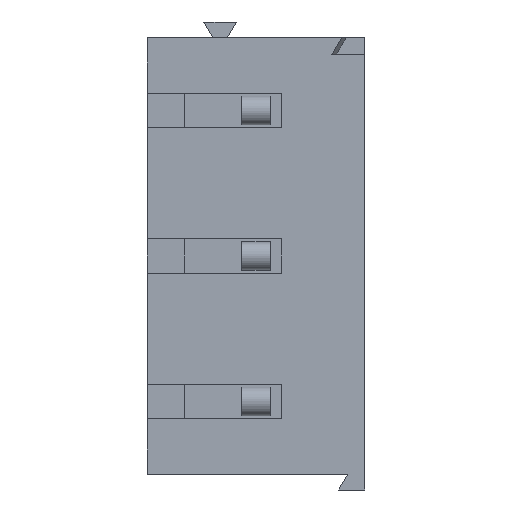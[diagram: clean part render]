
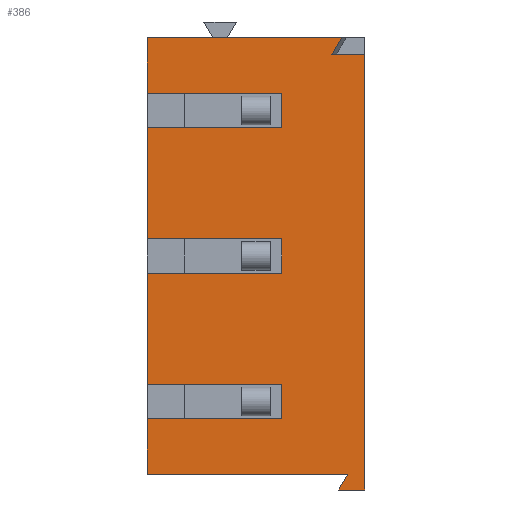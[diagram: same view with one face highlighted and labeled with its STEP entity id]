
A CAD part, front view. The second image highlights one B-rep face of the part: STEP entity #386.
In plain terms, the highlighted planar face has unit normal (0, -1, 0).
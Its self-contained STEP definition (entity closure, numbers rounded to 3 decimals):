
#386 = ADVANCED_FACE( '', ( #835 ), #836, .T. );
#835 = FACE_OUTER_BOUND( '', #1334, .T. );
#836 = PLANE( '', #1335 );
#1334 = EDGE_LOOP( '', ( #2505, #2506, #2507, #2508, #2509, #2510, #2511, #2512, #2513, #2514, #2515, #2516, #2517, #2518, #2519, #2520, #2521, #2522, #2523, #2524 ) );
#1335 = AXIS2_PLACEMENT_3D( '', #2525, #2526, #2527 );
#2505 = ORIENTED_EDGE( '', *, *, #3393, .T. );
#2506 = ORIENTED_EDGE( '', *, *, #3513, .F. );
#2507 = ORIENTED_EDGE( '', *, *, #3297, .T. );
#2508 = ORIENTED_EDGE( '', *, *, #3555, .T. );
#2509 = ORIENTED_EDGE( '', *, *, #3386, .T. );
#2510 = ORIENTED_EDGE( '', *, *, #3556, .F. );
#2511 = ORIENTED_EDGE( '', *, *, #3080, .F. );
#2512 = ORIENTED_EDGE( '', *, *, #3557, .T. );
#2513 = ORIENTED_EDGE( '', *, *, #3381, .T. );
#2514 = ORIENTED_EDGE( '', *, *, #3440, .F. );
#2515 = ORIENTED_EDGE( '', *, *, #3558, .T. );
#2516 = ORIENTED_EDGE( '', *, *, #3559, .T. );
#2517 = ORIENTED_EDGE( '', *, *, #3560, .F. );
#2518 = ORIENTED_EDGE( '', *, *, #3307, .F. );
#2519 = ORIENTED_EDGE( '', *, *, #3347, .T. );
#2520 = ORIENTED_EDGE( '', *, *, #3350, .T. );
#2521 = ORIENTED_EDGE( '', *, *, #3400, .T. );
#2522 = ORIENTED_EDGE( '', *, *, #3432, .F. );
#2523 = ORIENTED_EDGE( '', *, *, #3561, .T. );
#2524 = ORIENTED_EDGE( '', *, *, #3562, .T. );
#2525 = CARTESIAN_POINT( '', ( -0.976, 5.697, 0. ) );
#2526 = DIRECTION( '', ( 0., -1., 0. ) );
#2527 = DIRECTION( '', ( 1., 0., 0. ) );
#3080 = EDGE_CURVE( '', #3718, #3713, #3720, .T. );
#3297 = EDGE_CURVE( '', #4094, #4092, #4095, .T. );
#3307 = EDGE_CURVE( '', #4107, #4108, #4109, .T. );
#3347 = EDGE_CURVE( '', #4107, #4171, #4174, .T. );
#3350 = EDGE_CURVE( '', #4171, #4177, #4178, .T. );
#3381 = EDGE_CURVE( '', #4226, #4224, #4227, .T. );
#3386 = EDGE_CURVE( '', #4233, #4231, #4234, .T. );
#3393 = EDGE_CURVE( '', #4246, #4244, #4247, .T. );
#3400 = EDGE_CURVE( '', #4177, #4257, #4259, .T. );
#3432 = EDGE_CURVE( '', #4301, #4257, #4303, .T. );
#3440 = EDGE_CURVE( '', #4314, #4224, #4316, .T. );
#3513 = EDGE_CURVE( '', #4094, #4244, #4413, .T. );
#3555 = EDGE_CURVE( '', #4092, #4233, #4463, .T. );
#3556 = EDGE_CURVE( '', #3713, #4231, #4464, .T. );
#3557 = EDGE_CURVE( '', #3718, #4226, #4465, .T. );
#3558 = EDGE_CURVE( '', #4314, #4466, #4467, .T. );
#3559 = EDGE_CURVE( '', #4466, #4468, #4469, .T. );
#3560 = EDGE_CURVE( '', #4108, #4468, #4470, .T. );
#3561 = EDGE_CURVE( '', #4301, #4471, #4472, .T. );
#3562 = EDGE_CURVE( '', #4471, #4246, #4473, .T. );
#3713 = VERTEX_POINT( '', #4662 );
#3718 = VERTEX_POINT( '', #4669 );
#3720 = LINE( '', #4672, #4673 );
#4092 = VERTEX_POINT( '', #5202 );
#4094 = VERTEX_POINT( '', #5205 );
#4095 = LINE( '', #5206, #5207 );
#4107 = VERTEX_POINT( '', #5225 );
#4108 = VERTEX_POINT( '', #5226 );
#4109 = LINE( '', #5227, #5228 );
#4171 = VERTEX_POINT( '', #5318 );
#4174 = LINE( '', #5322, #5323 );
#4177 = VERTEX_POINT( '', #5327 );
#4178 = LINE( '', #5328, #5329 );
#4224 = VERTEX_POINT( '', #5400 );
#4226 = VERTEX_POINT( '', #5403 );
#4227 = LINE( '', #5404, #5405 );
#4231 = VERTEX_POINT( '', #5412 );
#4233 = VERTEX_POINT( '', #5415 );
#4234 = LINE( '', #5416, #5417 );
#4244 = VERTEX_POINT( '', #5432 );
#4246 = VERTEX_POINT( '', #5435 );
#4247 = LINE( '', #5436, #5437 );
#4257 = VERTEX_POINT( '', #5452 );
#4259 = LINE( '', #5455, #5456 );
#4301 = VERTEX_POINT( '', #5511 );
#4303 = LINE( '', #5514, #5515 );
#4314 = VERTEX_POINT( '', #5531 );
#4316 = LINE( '', #5534, #5535 );
#4413 = LINE( '', #5706, #5707 );
#4463 = LINE( '', #5780, #5781 );
#4464 = LINE( '', #5782, #5783 );
#4465 = LINE( '', #5784, #5785 );
#4466 = VERTEX_POINT( '', #5786 );
#4467 = LINE( '', #5787, #5788 );
#4468 = VERTEX_POINT( '', #5789 );
#4469 = LINE( '', #5790, #5791 );
#4470 = LINE( '', #5792, #5793 );
#4471 = VERTEX_POINT( '', #5794 );
#4472 = LINE( '', #5795, #5796 );
#4473 = LINE( '', #5797, #5798 );
#4662 = CARTESIAN_POINT( '', ( 3.724, 5.697, -12.1 ) );
#4669 = CARTESIAN_POINT( '', ( 3.724, 5.697, -13.3 ) );
#4672 = CARTESIAN_POINT( '', ( 3.724, 5.697, -12.1 ) );
#4673 = VECTOR( '', #5973, 1000. );
#5202 = CARTESIAN_POINT( '', ( 3.724, 5.697, -8.22 ) );
#5205 = CARTESIAN_POINT( '', ( 3.724, 5.697, -7.02 ) );
#5206 = CARTESIAN_POINT( '', ( 3.724, 5.697, -8.22 ) );
#5207 = VECTOR( '', #6200, 1000. );
#5225 = CARTESIAN_POINT( '', ( 5.473, 5.697, -0.6 ) );
#5226 = CARTESIAN_POINT( '', ( 6.624, 5.697, -0.6 ) );
#5227 = CARTESIAN_POINT( '', ( -0.976, 5.697, -0.6 ) );
#5228 = VECTOR( '', #6207, 1000. );
#5318 = CARTESIAN_POINT( '', ( 5.819, 5.697, 0. ) );
#5322 = CARTESIAN_POINT( '', ( 5.858, 5.697, 0.067 ) );
#5323 = VECTOR( '', #6249, 1000. );
#5327 = CARTESIAN_POINT( '', ( -0.976, 5.697, 0. ) );
#5328 = CARTESIAN_POINT( '', ( -0.976, 5.697, 0. ) );
#5329 = VECTOR( '', #6251, 1000. );
#5400 = CARTESIAN_POINT( '', ( -0.976, 5.697, -15.24 ) );
#5403 = CARTESIAN_POINT( '', ( -0.976, 5.697, -13.3 ) );
#5404 = CARTESIAN_POINT( '', ( -0.976, 5.697, 0. ) );
#5405 = VECTOR( '', #6278, 1000. );
#5412 = CARTESIAN_POINT( '', ( -0.976, 5.697, -12.1 ) );
#5415 = CARTESIAN_POINT( '', ( -0.976, 5.697, -8.22 ) );
#5416 = CARTESIAN_POINT( '', ( -0.976, 5.697, 0. ) );
#5417 = VECTOR( '', #6283, 1000. );
#5432 = CARTESIAN_POINT( '', ( -0.976, 5.697, -7.02 ) );
#5435 = CARTESIAN_POINT( '', ( -0.976, 5.697, -3.14 ) );
#5436 = CARTESIAN_POINT( '', ( -0.976, 5.697, 0. ) );
#5437 = VECTOR( '', #6290, 1000. );
#5452 = CARTESIAN_POINT( '', ( -0.976, 5.697, -1.94 ) );
#5455 = CARTESIAN_POINT( '', ( -0.976, 5.697, 0. ) );
#5456 = VECTOR( '', #6297, 1000. );
#5511 = CARTESIAN_POINT( '', ( 3.724, 5.697, -1.94 ) );
#5514 = CARTESIAN_POINT( '', ( -0.976, 5.697, -1.94 ) );
#5515 = VECTOR( '', #6339, 1000. );
#5531 = CARTESIAN_POINT( '', ( 6.024, 5.697, -15.24 ) );
#5534 = CARTESIAN_POINT( '', ( -0.976, 5.697, -15.24 ) );
#5535 = VECTOR( '', #6346, 1000. );
#5706 = CARTESIAN_POINT( '', ( -0.976, 5.697, -7.02 ) );
#5707 = VECTOR( '', #6408, 1000. );
#5780 = CARTESIAN_POINT( '', ( -0.976, 5.697, -8.22 ) );
#5781 = VECTOR( '', #6444, 1000. );
#5782 = CARTESIAN_POINT( '', ( -0.976, 5.697, -12.1 ) );
#5783 = VECTOR( '', #6445, 1000. );
#5784 = CARTESIAN_POINT( '', ( -0.976, 5.697, -13.3 ) );
#5785 = VECTOR( '', #6446, 1000. );
#5786 = CARTESIAN_POINT( '', ( 5.706, 5.697, -15.79 ) );
#5787 = CARTESIAN_POINT( '', ( 6.024, 5.697, -15.24 ) );
#5788 = VECTOR( '', #6447, 1000. );
#5789 = CARTESIAN_POINT( '', ( 6.624, 5.697, -15.79 ) );
#5790 = CARTESIAN_POINT( '', ( 5.706, 5.697, -15.79 ) );
#5791 = VECTOR( '', #6448, 1000. );
#5792 = CARTESIAN_POINT( '', ( 6.624, 5.697, 0. ) );
#5793 = VECTOR( '', #6449, 1000. );
#5794 = CARTESIAN_POINT( '', ( 3.724, 5.697, -3.14 ) );
#5795 = CARTESIAN_POINT( '', ( 3.724, 5.697, -3.14 ) );
#5796 = VECTOR( '', #6450, 1000. );
#5797 = CARTESIAN_POINT( '', ( -0.976, 5.697, -3.14 ) );
#5798 = VECTOR( '', #6451, 1000. );
#5973 = DIRECTION( '', ( 0., 0., 1. ) );
#6200 = DIRECTION( '', ( 0., 0., -1. ) );
#6207 = DIRECTION( '', ( 1., 0., 0. ) );
#6249 = DIRECTION( '', ( 0.5, 0., 0.866 ) );
#6251 = DIRECTION( '', ( -1., 0., 0. ) );
#6278 = DIRECTION( '', ( 0., 0., -1. ) );
#6283 = DIRECTION( '', ( 0., 0., -1. ) );
#6290 = DIRECTION( '', ( 0., 0., -1. ) );
#6297 = DIRECTION( '', ( 0., 0., -1. ) );
#6339 = DIRECTION( '', ( -1., 0., 0. ) );
#6346 = DIRECTION( '', ( -1., 0., 0. ) );
#6408 = DIRECTION( '', ( -1., 0., 0. ) );
#6444 = DIRECTION( '', ( -1., 0., 0. ) );
#6445 = DIRECTION( '', ( -1., 0., 0. ) );
#6446 = DIRECTION( '', ( -1., 0., 0. ) );
#6447 = DIRECTION( '', ( -0.5, 0., -0.866 ) );
#6448 = DIRECTION( '', ( 1., 0., 0. ) );
#6449 = DIRECTION( '', ( 0., 0., -1. ) );
#6450 = DIRECTION( '', ( 0., 0., -1. ) );
#6451 = DIRECTION( '', ( -1., 0., 0. ) );
